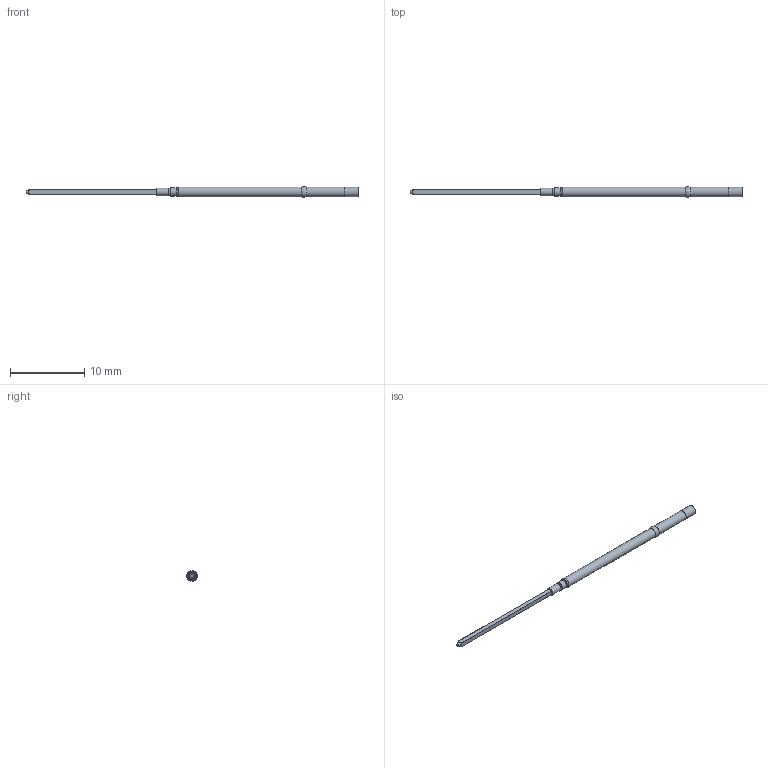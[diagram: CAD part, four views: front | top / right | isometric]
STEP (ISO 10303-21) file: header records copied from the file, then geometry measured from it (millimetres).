
FILE_DESCRIPTION (( 'STEP AP214' ), '1' );
FILE_NAME ('075-SD_250W1.STEP', '2020-09-30T13:24:16', ( '' ), ( '' ), 'SwSTEP 2.0', 'SolidWorks 2019', '' );
FILE_SCHEMA (( 'AUTOMOTIVE_DESIGN' ));
Length unit declared in the file: inch
Products named in the file (1): 075-SD_250W1
Bounding box: 44.81 x 1.48 x 1.49 mm (x, y, z)
Volume: 42.5 mm3; surface area: 155.1 mm2
Topology: 1 solids, 1 shells, 25 faces, 54 edges, 32 vertices
Faces by surface type: cylinder 9, plane 7, torus 6, cone 3
Full cylindrical faces by diameter (mm): 1.049 x1, 1.143 x1, 1.267 x1, 1.321 x2
Entity records: 1089 total; most frequent: CARTESIAN_POINT 244, DIRECTION 102, ORIENTED_EDGE 78, AXIS2_PLACEMENT_3D 45, EDGE_LOOP 40, EDGE_CURVE 39, FACE_OUTER_BOUND 36, VERTEX_POINT 31
